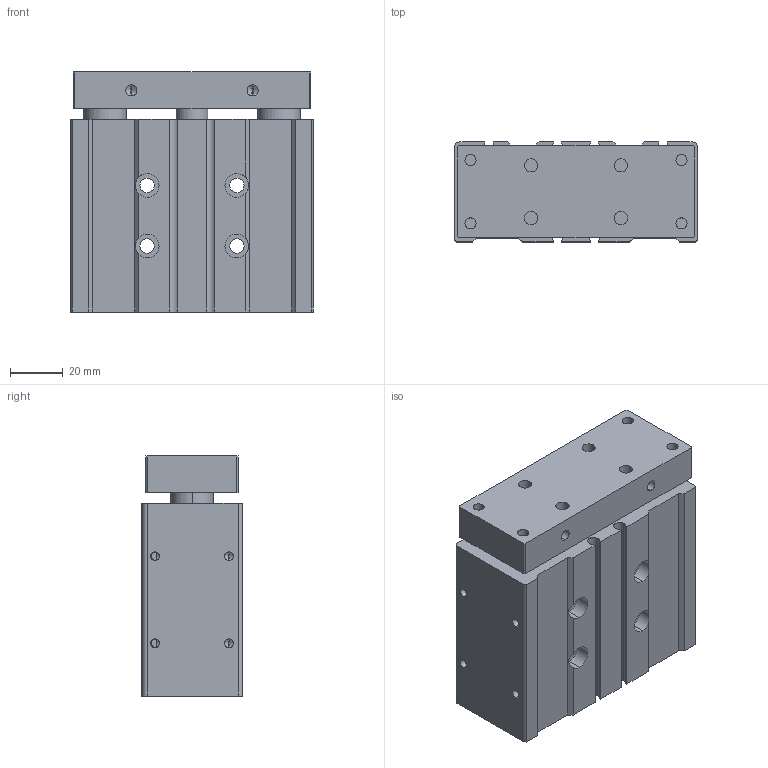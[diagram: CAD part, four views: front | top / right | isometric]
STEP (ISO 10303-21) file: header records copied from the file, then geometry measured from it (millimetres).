
FILE_DESCRIPTION (( 'STEP AP203' ), '1' );
FILE_NAME ('MFB-25 Corsa 25.STEP', '2007-04-19T12:52:00', ( 'Utente' ), ( '' ), 'SwSTEP 2.0', 'SolidWorks 2004231', '' );
FILE_SCHEMA (( 'CONFIG_CONTROL_DESIGN' ));
Length unit declared in the file: millimetre
Products named in the file (3): Testata; MFB-25 Corsa 25; Corpo
Assembly tree (2 placements, depth 2):
  MFB-25 Corsa 25
    Corpo
    Testata
Bounding box: 92 x 38 x 91 mm (x, y, z)
Volume: 271003.2 mm3; surface area: 56423.8 mm2
Topology: 2 solids, 2 shells, 236 faces, 636 edges, 398 vertices
Faces by surface type: cylinder 116, plane 84, cone 36
Entity records: 7665 total; most frequent: CARTESIAN_POINT 1335, DIRECTION 1330, ORIENTED_EDGE 1216, EDGE_CURVE 608, AXIS2_PLACEMENT_3D 497, VERTEX_POINT 398, VECTOR 336, LINE 336
